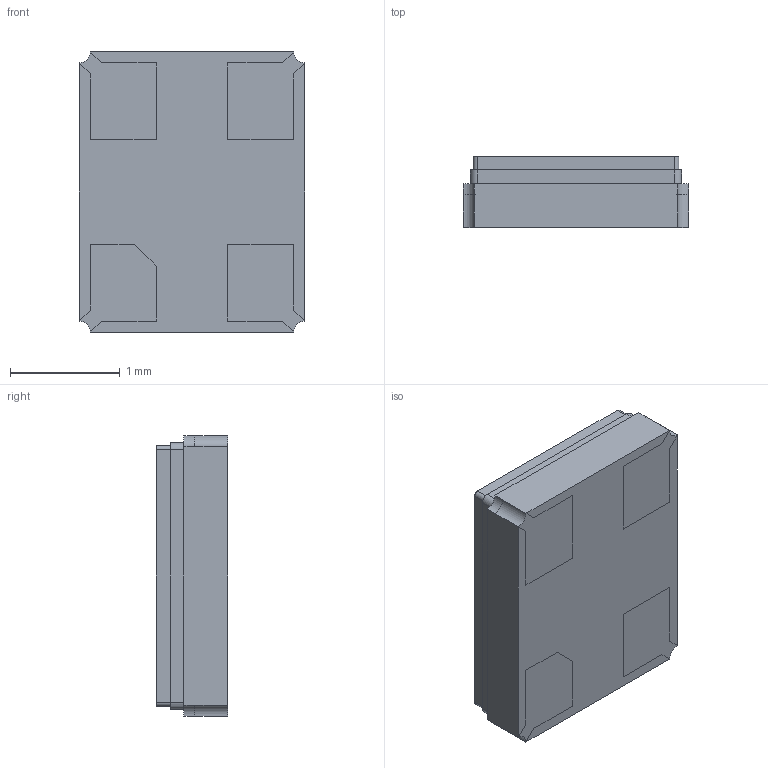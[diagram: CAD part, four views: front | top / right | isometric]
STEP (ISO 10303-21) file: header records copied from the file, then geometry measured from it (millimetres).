
FILE_DESCRIPTION (( 'STEP AP214' ), '1' );
FILE_NAME ('ABM10AIG-30.000MHZ-4Z-T3 .STEP', '2022-09-29T03:55:59', ( '' ), ( '' ), 'SwSTEP 2.0', 'SolidWorks 2017', '' );
FILE_SCHEMA (( 'AUTOMOTIVE_DESIGN' ));
Length unit declared in the file: millimetre
Products named in the file (1): ABM10AIG-30.000MHZ-4Z-T3 
Bounding box: 2.05 x 0.65 x 2.55 mm (x, y, z)
Volume: 3.2 mm3; surface area: 37.3 mm2
Topology: 7 solids, 7 shells, 104 faces, 262 edges, 172 vertices
Faces by surface type: plane 84, cylinder 20
Entity records: 3174 total; most frequent: CARTESIAN_POINT 539, ORIENTED_EDGE 524, DIRECTION 512, EDGE_CURVE 262, LINE 222, VECTOR 222, VERTEX_POINT 172, AXIS2_PLACEMENT_3D 145
